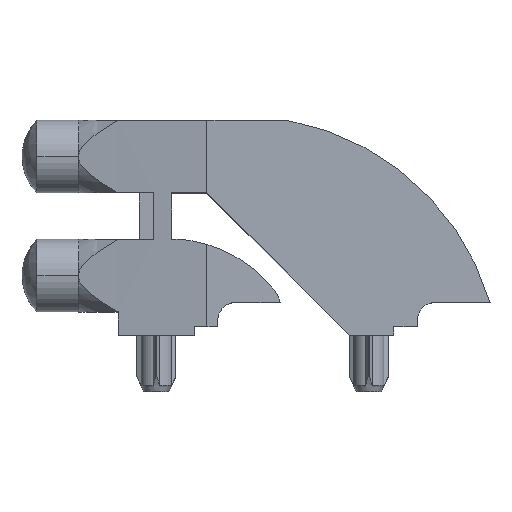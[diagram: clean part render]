
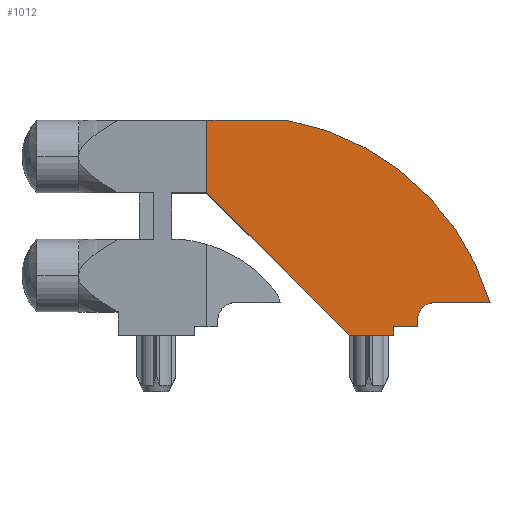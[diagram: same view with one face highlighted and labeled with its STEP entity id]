
A CAD part, top view. The second image highlights one B-rep face of the part: STEP entity #1012.
In plain terms, the highlighted planar face has unit normal (0, 0, 1).
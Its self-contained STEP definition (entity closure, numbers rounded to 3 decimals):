
#13 = ORIENTED_EDGE ( 'NONE', *, *, #1765, .F. ) ;
#19 = AXIS2_PLACEMENT_3D ( 'NONE', #1712, #3674, #1995 ) ;
#58 = ORIENTED_EDGE ( 'NONE', *, *, #2259, .F. ) ;
#83 = LINE ( 'NONE', #3573, #849 ) ;
#218 = VECTOR ( 'NONE', #1967, 1000. ) ;
#251 = CARTESIAN_POINT ( 'NONE',  ( -12.944, 9.216, 10.904 ) ) ;
#299 = ORIENTED_EDGE ( 'NONE', *, *, #3314, .T. ) ;
#315 = CARTESIAN_POINT ( 'NONE',  ( -14.046, 9.216, 10.904 ) ) ;
#365 = CARTESIAN_POINT ( 'NONE',  ( -12.944, 6.117, 10.904 ) ) ;
#404 = LINE ( 'NONE', #3084, #218 ) ;
#418 = CARTESIAN_POINT ( 'NONE',  ( -3.968, 0.402, 10.904 ) ) ;
#439 = VERTEX_POINT ( 'NONE', #2872 ) ;
#517 = ORIENTED_EDGE ( 'NONE', *, *, #3470, .T. ) ;
#562 = ORIENTED_EDGE ( 'NONE', *, *, #1046, .T. ) ;
#570 = EDGE_LOOP ( 'NONE', ( #3664, #1632, #905, #517, #562, #1004, #2240, #13, #58, #299 ) ) ;
#591 = DIRECTION ( 'NONE',  ( 1., 0., 0. ) ) ;
#651 = DIRECTION ( 'NONE',  ( 0.707, -0.707, 0. ) ) ;
#666 = LINE ( 'NONE', #1914, #2830 ) ;
#679 = LINE ( 'NONE', #315, #3591 ) ;
#732 = CARTESIAN_POINT ( 'NONE',  ( -6.874, 0.046, 10.904 ) ) ;
#767 = VECTOR ( 'NONE', #591, 1000. ) ;
#849 = VECTOR ( 'NONE', #1597, 1000. ) ;
#853 = CARTESIAN_POINT ( 'NONE',  ( -3.968, 0.681, 10.904 ) ) ;
#862 = CARTESIAN_POINT ( 'NONE',  ( -6.905, 1.443, 10.904 ) ) ;
#884 = CARTESIAN_POINT ( 'NONE',  ( -3.206, 1.443, 10.904 ) ) ;
#905 = ORIENTED_EDGE ( 'NONE', *, *, #1152, .F. ) ;
#1004 = ORIENTED_EDGE ( 'NONE', *, *, #2037, .F. ) ;
#1009 = VERTEX_POINT ( 'NONE', #2375 ) ;
#1012 = ADVANCED_FACE ( 'NONE', ( #1866 ), #2650, .T. ) ;
#1031 = CARTESIAN_POINT ( 'NONE',  ( -0.565, -0.183, 10.904 ) ) ;
#1046 = EDGE_CURVE ( 'NONE', #1662, #1048, #83, .T. ) ;
#1048 = VERTEX_POINT ( 'NONE', #3565 ) ;
#1152 = EDGE_CURVE ( 'NONE', #1009, #1203, #666, .T. ) ;
#1191 = LINE ( 'NONE', #2430, #3351 ) ;
#1203 = VERTEX_POINT ( 'NONE', #251 ) ;
#1204 = EDGE_CURVE ( 'NONE', #2995, #3638, #404, .T. ) ;
#1304 = VERTEX_POINT ( 'NONE', #884 ) ;
#1323 = DIRECTION ( 'NONE',  ( 0., 1., 0. ) ) ;
#1324 = LINE ( 'NONE', #1448, #2074 ) ;
#1343 = CIRCLE ( 'NONE', #19, 11.079 ) ;
#1428 = CARTESIAN_POINT ( 'NONE',  ( -3.206, 0.681, 10.904 ) ) ;
#1448 = CARTESIAN_POINT ( 'NONE',  ( -3.968, 0.542, 10.904 ) ) ;
#1597 = DIRECTION ( 'NONE',  ( 1., 0., 0. ) ) ;
#1632 = ORIENTED_EDGE ( 'NONE', *, *, #3372, .F. ) ;
#1662 = VERTEX_POINT ( 'NONE', #732 ) ;
#1664 = AXIS2_PLACEMENT_3D ( 'NONE', #1428, #3405, #1716 ) ;
#1712 = CARTESIAN_POINT ( 'NONE',  ( -11.494, -1.689, 10.904 ) ) ;
#1716 = DIRECTION ( 'NONE',  ( 1., 0., 0. ) ) ;
#1765 = EDGE_CURVE ( 'NONE', #2679, #2995, #1324, .T. ) ;
#1866 = FACE_OUTER_BOUND ( 'NONE', #570, .T. ) ;
#1914 = CARTESIAN_POINT ( 'NONE',  ( -12.944, 4.681, 10.904 ) ) ;
#1929 = DIRECTION ( 'NONE',  ( 0., 1., 0. ) ) ;
#1967 = DIRECTION ( 'NONE',  ( -1., 0., 0. ) ) ;
#1995 = DIRECTION ( 'NONE',  ( 0., -1., 0. ) ) ;
#2037 = EDGE_CURVE ( 'NONE', #3638, #1048, #1191, .T. ) ;
#2074 = VECTOR ( 'NONE', #2887, 1000. ) ;
#2188 = CARTESIAN_POINT ( 'NONE',  ( -4.971, 0.402, 10.904 ) ) ;
#2240 = ORIENTED_EDGE ( 'NONE', *, *, #1204, .F. ) ;
#2259 = EDGE_CURVE ( 'NONE', #1304, #2679, #2490, .T. ) ;
#2366 = VERTEX_POINT ( 'NONE', #3439 ) ;
#2375 = CARTESIAN_POINT ( 'NONE',  ( -12.944, 6.117, 10.904 ) ) ;
#2430 = CARTESIAN_POINT ( 'NONE',  ( -4.971, 0.224, 10.904 ) ) ;
#2490 = CIRCLE ( 'NONE', #1664, 0.762 ) ;
#2572 = DIRECTION ( 'NONE',  ( 1., 0., 0. ) ) ;
#2650 = PLANE ( 'NONE',  #2660 ) ;
#2660 = AXIS2_PLACEMENT_3D ( 'NONE', #1031, #3008, #1323 ) ;
#2679 = VERTEX_POINT ( 'NONE', #853 ) ;
#2797 = EDGE_CURVE ( 'NONE', #2366, #439, #1343, .T. ) ;
#2830 = VECTOR ( 'NONE', #1929, 1000. ) ;
#2872 = CARTESIAN_POINT ( 'NONE',  ( -9.535, 9.216, 10.904 ) ) ;
#2887 = DIRECTION ( 'NONE',  ( 0., -1., 0. ) ) ;
#2995 = VERTEX_POINT ( 'NONE', #418 ) ;
#3008 = DIRECTION ( 'NONE',  ( 0., 0., 1. ) ) ;
#3020 = LINE ( 'NONE', #862, #767 ) ;
#3063 = VECTOR ( 'NONE', #651, 1000. ) ;
#3084 = CARTESIAN_POINT ( 'NONE',  ( -4.47, 0.402, 10.904 ) ) ;
#3151 = LINE ( 'NONE', #365, #3063 ) ;
#3282 = DIRECTION ( 'NONE',  ( 0., -1., 0. ) ) ;
#3314 = EDGE_CURVE ( 'NONE', #1304, #2366, #3020, .T. ) ;
#3351 = VECTOR ( 'NONE', #3282, 1000. ) ;
#3372 = EDGE_CURVE ( 'NONE', #1203, #439, #679, .T. ) ;
#3405 = DIRECTION ( 'NONE',  ( 0., 0., 1. ) ) ;
#3439 = CARTESIAN_POINT ( 'NONE',  ( -0.867, 1.443, 10.904 ) ) ;
#3470 = EDGE_CURVE ( 'NONE', #1009, #1662, #3151, .T. ) ;
#3565 = CARTESIAN_POINT ( 'NONE',  ( -4.971, 0.046, 10.904 ) ) ;
#3573 = CARTESIAN_POINT ( 'NONE',  ( -6.905, 0.046, 10.904 ) ) ;
#3591 = VECTOR ( 'NONE', #2572, 1000. ) ;
#3638 = VERTEX_POINT ( 'NONE', #2188 ) ;
#3664 = ORIENTED_EDGE ( 'NONE', *, *, #2797, .T. ) ;
#3674 = DIRECTION ( 'NONE',  ( 0., 0., 1. ) ) ;
